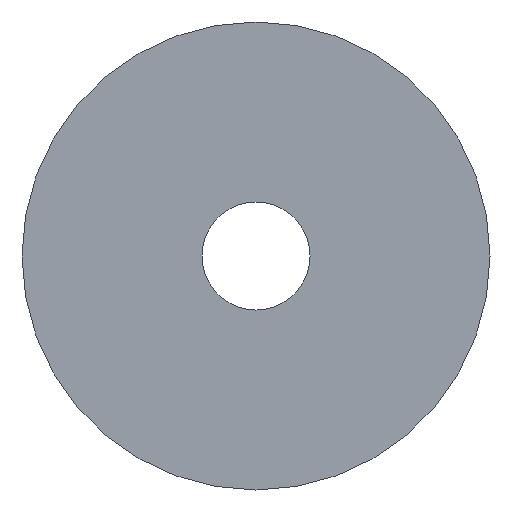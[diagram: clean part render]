
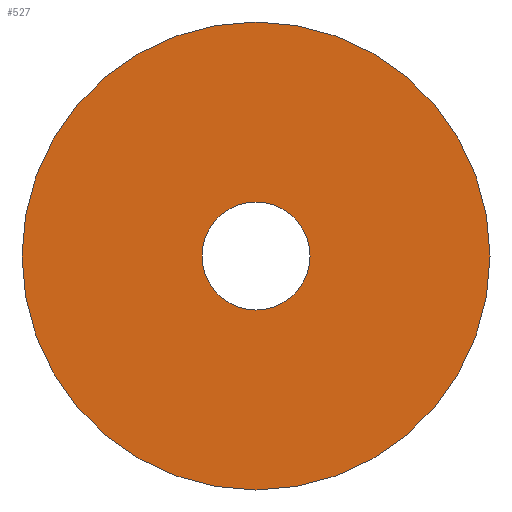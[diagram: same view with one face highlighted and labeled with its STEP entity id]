
A CAD part, left-side view. The second image highlights one B-rep face of the part: STEP entity #527.
In plain terms, the highlighted planar face has unit normal (-1, 0, 0).
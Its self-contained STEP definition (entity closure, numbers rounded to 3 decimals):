
#1 = CIRCLE ( 'NONE', #1036, 9. ) ;
#9 = VERTEX_POINT ( 'NONE', #1026 ) ;
#36 = EDGE_LOOP ( 'NONE', ( #1150, #1224 ) ) ;
#55 = CIRCLE ( 'NONE', #902, 9. ) ;
#91 = EDGE_CURVE ( 'NONE', #96, #9, #1, .T. ) ;
#96 = VERTEX_POINT ( 'NONE', #888 ) ;
#104 = AXIS2_PLACEMENT_3D ( 'NONE', #329, #137, #245 ) ;
#137 = DIRECTION ( 'NONE',  ( 1., 0., 0. ) ) ;
#144 = DIRECTION ( 'NONE',  ( 0., 0., 1. ) ) ;
#232 = AXIS2_PLACEMENT_3D ( 'NONE', #721, #911, #144 ) ;
#239 = PLANE ( 'NONE',  #104 ) ;
#245 = DIRECTION ( 'NONE',  ( 0., 0., -1. ) ) ;
#329 = CARTESIAN_POINT ( 'NONE',  ( 0., 9., 0. ) ) ;
#376 = DIRECTION ( 'NONE',  ( -1., 0., 0. ) ) ;
#407 = CARTESIAN_POINT ( 'NONE',  ( 0., 0., 0. ) ) ;
#409 = FACE_OUTER_BOUND ( 'NONE', #36, .T. ) ;
#475 = CARTESIAN_POINT ( 'NONE',  ( 0., 0., 0. ) ) ;
#512 = EDGE_CURVE ( 'NONE', #897, #1200, #696, .T. ) ;
#527 = ADVANCED_FACE ( 'NONE', ( #965, #409 ), #239, .F. ) ;
#601 = CIRCLE ( 'NONE', #1100, 39. ) ;
#604 = CARTESIAN_POINT ( 'NONE',  ( 0., 0., -39. ) ) ;
#696 = CIRCLE ( 'NONE', #232, 39. ) ;
#721 = CARTESIAN_POINT ( 'NONE',  ( 0., 0., 0. ) ) ;
#723 = ORIENTED_EDGE ( 'NONE', *, *, #91, .F. ) ;
#726 = EDGE_CURVE ( 'NONE', #9, #96, #55, .T. ) ;
#770 = EDGE_CURVE ( 'NONE', #1200, #897, #601, .T. ) ;
#772 = DIRECTION ( 'NONE',  ( 0., 0., 1. ) ) ;
#783 = DIRECTION ( 'NONE',  ( -1., 0., 0. ) ) ;
#845 = ORIENTED_EDGE ( 'NONE', *, *, #726, .F. ) ;
#885 = DIRECTION ( 'NONE',  ( 0., 0., 1. ) ) ;
#888 = CARTESIAN_POINT ( 'NONE',  ( 0., 0., 9. ) ) ;
#897 = VERTEX_POINT ( 'NONE', #1011 ) ;
#902 = AXIS2_PLACEMENT_3D ( 'NONE', #475, #376, #772 ) ;
#911 = DIRECTION ( 'NONE',  ( -1., 0., 0. ) ) ;
#948 = EDGE_LOOP ( 'NONE', ( #723, #845 ) ) ;
#965 = FACE_BOUND ( 'NONE', #948, .T. ) ;
#988 = DIRECTION ( 'NONE',  ( -1., 0., 0. ) ) ;
#1011 = CARTESIAN_POINT ( 'NONE',  ( 0., 0., 39. ) ) ;
#1026 = CARTESIAN_POINT ( 'NONE',  ( 0., 0., -9. ) ) ;
#1036 = AXIS2_PLACEMENT_3D ( 'NONE', #407, #988, #1093 ) ;
#1062 = CARTESIAN_POINT ( 'NONE',  ( 0., 0., 0. ) ) ;
#1093 = DIRECTION ( 'NONE',  ( 0., 0., 1. ) ) ;
#1100 = AXIS2_PLACEMENT_3D ( 'NONE', #1062, #783, #885 ) ;
#1150 = ORIENTED_EDGE ( 'NONE', *, *, #512, .T. ) ;
#1200 = VERTEX_POINT ( 'NONE', #604 ) ;
#1224 = ORIENTED_EDGE ( 'NONE', *, *, #770, .T. ) ;
